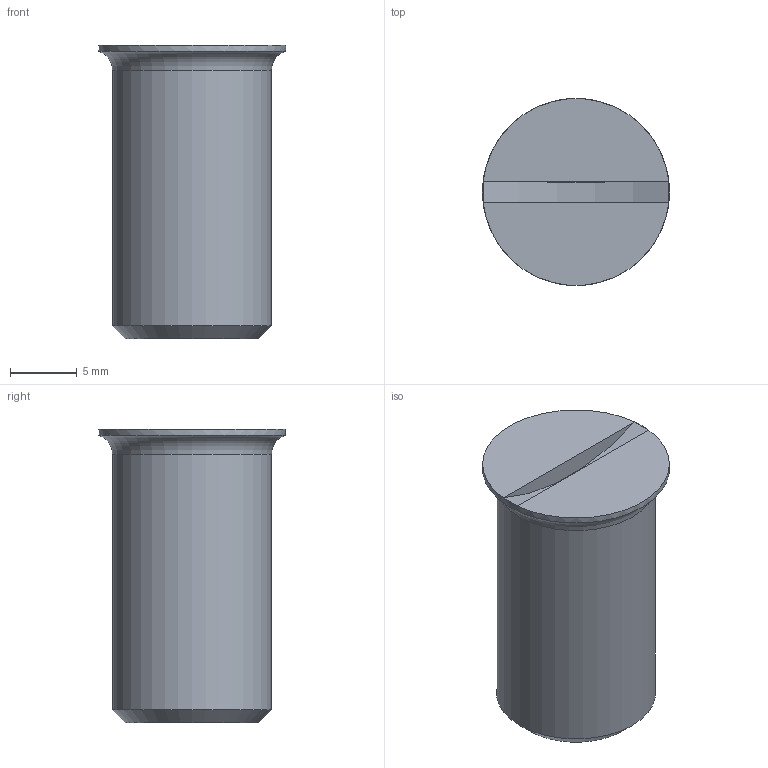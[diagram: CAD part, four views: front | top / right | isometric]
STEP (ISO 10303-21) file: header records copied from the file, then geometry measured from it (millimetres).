
FILE_DESCRIPTION( ( 'Unknown' ), '1' );
FILE_NAME( 'PT34-12.stp', 'Unknown', ( 'Unknown' ), ( 'Unknown' ), 'XStep 1.0', 'Unknown', ' ' );
FILE_SCHEMA( ( 'CONFIG_CONTROL_DESIGN' ) );
Length unit declared in the file: millimetre
Products named in the file (1): 1
Bounding box: 14 x 14 x 22 mm (x, y, z)
Volume: 2443.9 mm3; surface area: 1118.2 mm2
Topology: 1 solids, 1 shells, 12 faces, 27 edges, 17 vertices
Faces by surface type: plane 7, cylinder 3, torus 1, cone 1
Full cylindrical faces by diameter (mm): 11.9 x1, 14 x1
Entity records: 356 total; most frequent: CARTESIAN_POINT 63, DIRECTION 54, ORIENTED_EDGE 44, AXIS2_PLACEMENT_3D 23, EDGE_CURVE 22, EDGE_LOOP 16, VERTEX_POINT 16, FACE_OUTER_BOUND 15
